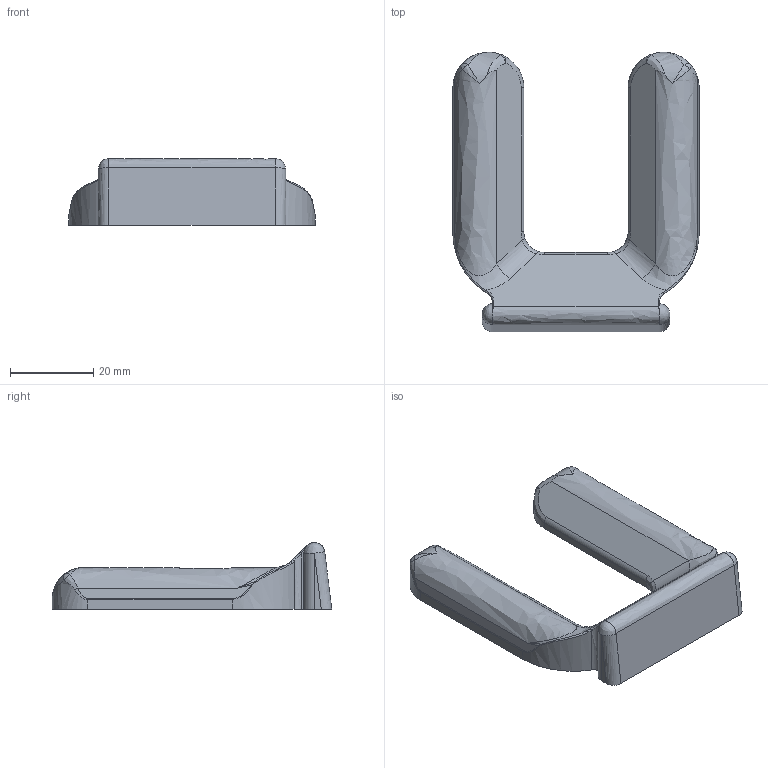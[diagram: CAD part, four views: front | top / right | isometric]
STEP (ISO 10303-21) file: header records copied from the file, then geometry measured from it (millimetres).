
FILE_DESCRIPTION((''),'2;1');
FILE_NAME('','2006-01-18T13:49:10',(''),(''),'','CADfix','');
FILE_SCHEMA(('AUTOMOTIVE_DESIGN'));
Length unit declared in the file: millimetre
Products named in the file (1): holder
Bounding box: 59 x 67 x 16 mm (x, y, z)
Volume: 16391.7 mm3; surface area: 11445.5 mm2
Topology: 1 solids, 1 shells, 347 faces, 911 edges, 584 vertices
Faces by surface type: bspline 347
Entity records: 13384 total; most frequent: CARTESIAN_POINT 7999, ORIENTED_EDGE 1798, EDGE_CURVE 899, VERTEX_POINT 584, QUASI_UNIFORM_CURVE 514, EDGE_LOOP 377, FACE_OUTER_BOUND 347, ADVANCED_FACE 347
